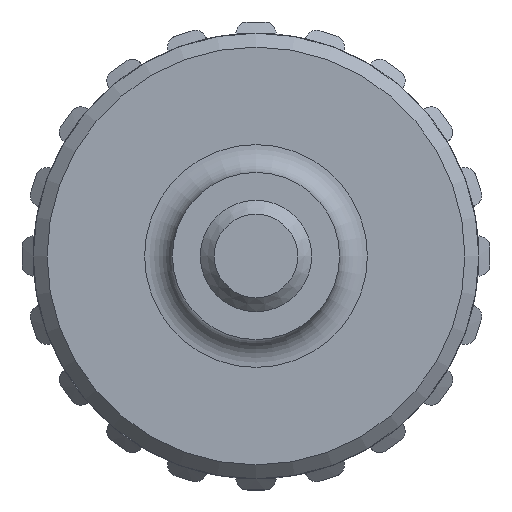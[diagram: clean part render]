
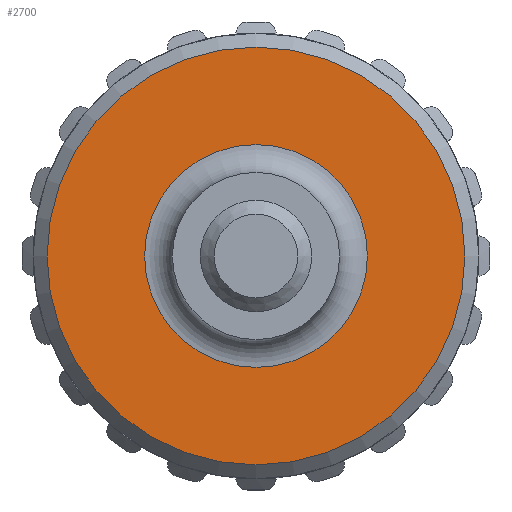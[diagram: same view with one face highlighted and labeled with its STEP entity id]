
A CAD part, left-side view. The second image highlights one B-rep face of the part: STEP entity #2700.
In plain terms, the highlighted planar face has unit normal (-1, 0, 0).
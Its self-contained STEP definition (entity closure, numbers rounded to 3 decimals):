
#386=FACE_BOUND('',#615,.T.);
#417=CIRCLE('',#2891,4.);
#419=CIRCLE('',#2894,7.5);
#444=FACE_OUTER_BOUND('',#614,.T.);
#614=EDGE_LOOP('',(#1866));
#615=EDGE_LOOP('',(#1867));
#1133=VERTEX_POINT('',#3665);
#1134=VERTEX_POINT('',#3670);
#1421=EDGE_CURVE('',#1133,#1133,#417,.T.);
#1423=EDGE_CURVE('',#1134,#1134,#419,.T.);
#1866=ORIENTED_EDGE('',*,*,#1423,.F.);
#1867=ORIENTED_EDGE('',*,*,#1421,.F.);
#2658=PLANE('',#2893);
#2700=ADVANCED_FACE('',(#444,#386),#2658,.T.);
#2891=AXIS2_PLACEMENT_3D('',#3667,#3129,#3130);
#2893=AXIS2_PLACEMENT_3D('',#3669,#3133,#3134);
#2894=AXIS2_PLACEMENT_3D('',#3671,#3135,#3136);
#3129=DIRECTION('center_axis',(-1.,0.,0.));
#3130=DIRECTION('ref_axis',(0.,-1.,0.));
#3133=DIRECTION('center_axis',(-1.,0.,0.));
#3134=DIRECTION('ref_axis',(0.,-1.,0.));
#3135=DIRECTION('center_axis',(1.,0.,0.));
#3136=DIRECTION('ref_axis',(0.,-1.,0.));
#3665=CARTESIAN_POINT('',(-20.975,-62.,20.83));
#3667=CARTESIAN_POINT('Origin',(-20.975,-62.,16.83));
#3669=CARTESIAN_POINT('Origin',(-20.975,-62.,17.08));
#3670=CARTESIAN_POINT('',(-20.975,-54.5,16.83));
#3671=CARTESIAN_POINT('Origin',(-20.975,-62.,16.83));
